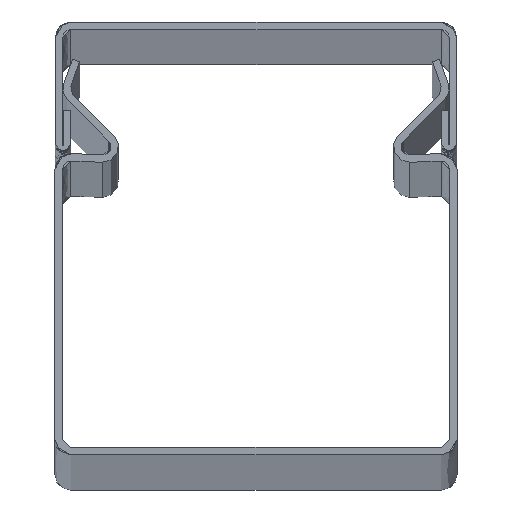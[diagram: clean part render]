
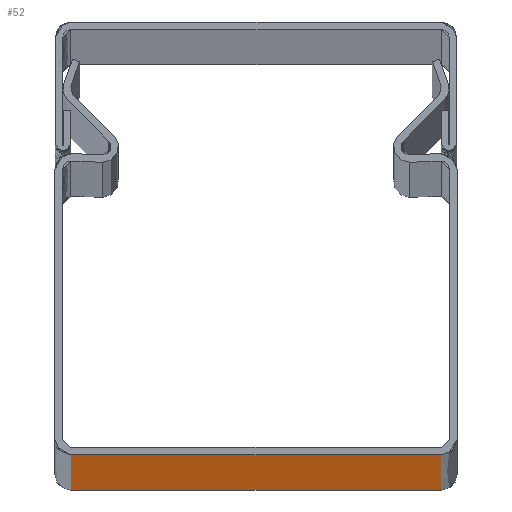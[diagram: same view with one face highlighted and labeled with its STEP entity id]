
A CAD part, top view. The second image highlights one B-rep face of the part: STEP entity #52.
In plain terms, the highlighted planar face has unit normal (0, -1, 0).
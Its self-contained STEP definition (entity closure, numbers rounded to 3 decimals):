
#52=ADVANCED_FACE('',(#112),#1028,.T.);
#112=FACE_OUTER_BOUND('',#172,.T.);
#172=EDGE_LOOP('',(#354,#355,#356,#357));
#354=ORIENTED_EDGE('',*,*,#623,.T.);
#355=ORIENTED_EDGE('',*,*,#624,.T.);
#356=ORIENTED_EDGE('',*,*,#625,.T.);
#357=ORIENTED_EDGE('',*,*,#621,.F.);
#621=EDGE_CURVE('',#930,#931,#836,.T.);
#623=EDGE_CURVE('',#930,#932,#749,.T.);
#624=EDGE_CURVE('',#932,#933,#750,.T.);
#625=EDGE_CURVE('',#933,#931,#751,.T.);
#749=B_SPLINE_CURVE_WITH_KNOTS('',1,(#1762,#1763),.UNSPECIFIED.,.F.,.F.,
(2,2),(-18.476,18.476),.UNSPECIFIED.);
#750=B_SPLINE_CURVE_WITH_KNOTS('',1,(#1764,#1765),.UNSPECIFIED.,.F.,.F.,
(2,2),(-1000.,1000.),.UNSPECIFIED.);
#751=B_SPLINE_CURVE_WITH_KNOTS('',1,(#1766,#1767),.UNSPECIFIED.,.F.,.F.,
(2,2),(-18.476,18.476),.UNSPECIFIED.);
#836=(
BOUNDED_CURVE()
B_SPLINE_CURVE(1,(#1757,#1758),.UNSPECIFIED.,.F.,.F.)
B_SPLINE_CURVE_WITH_KNOTS((2,2),(0.,2000.),.UNSPECIFIED.)
CURVE()
GEOMETRIC_REPRESENTATION_ITEM()
RATIONAL_B_SPLINE_CURVE((1.,1.))
REPRESENTATION_ITEM('')
);
#930=VERTEX_POINT('',#1636);
#931=VERTEX_POINT('',#1637);
#932=VERTEX_POINT('',#1638);
#933=VERTEX_POINT('',#1639);
#1028=PLANE('',#1105);
#1105=AXIS2_PLACEMENT_3D('',#1502,#1147,$);
#1147=DIRECTION('',(0.,-1.,0.));
#1502=CARTESIAN_POINT('',(-18.476,0.,-2000.));
#1636=CARTESIAN_POINT('',(-18.476,0.,-2000.));
#1637=CARTESIAN_POINT('',(-18.476,0.,0.));
#1638=CARTESIAN_POINT('',(18.476,0.,-2000.));
#1639=CARTESIAN_POINT('',(18.476,0.,0.));
#1757=CARTESIAN_POINT('',(-18.476,0.,-2000.));
#1758=CARTESIAN_POINT('',(-18.476,0.,0.));
#1762=CARTESIAN_POINT('',(-18.476,0.,-2000.));
#1763=CARTESIAN_POINT('',(18.476,0.,-2000.));
#1764=CARTESIAN_POINT('',(18.476,0.,-2000.));
#1765=CARTESIAN_POINT('',(18.476,0.,0.));
#1766=CARTESIAN_POINT('',(18.476,0.,0.));
#1767=CARTESIAN_POINT('',(-18.476,0.,0.));
